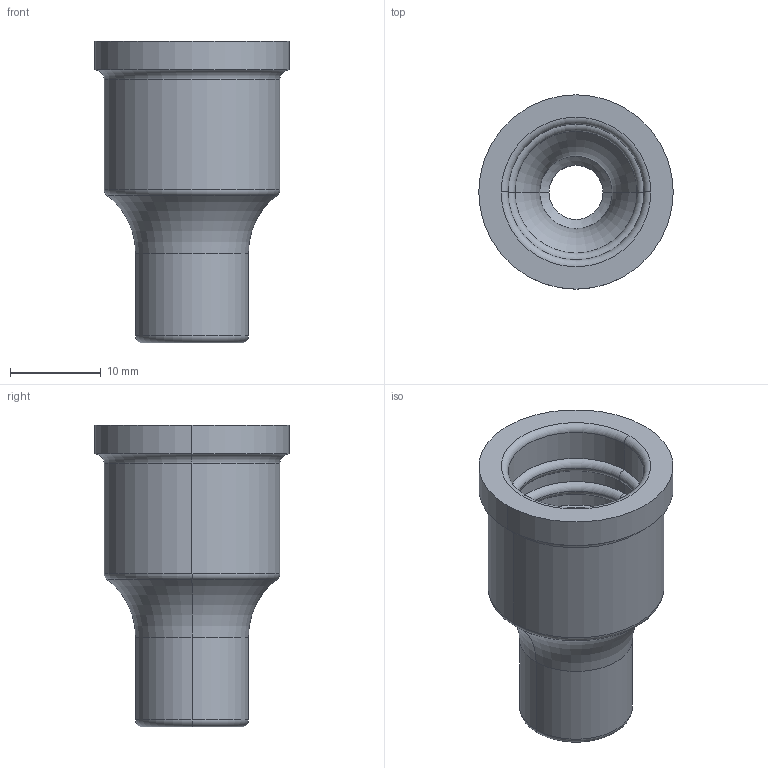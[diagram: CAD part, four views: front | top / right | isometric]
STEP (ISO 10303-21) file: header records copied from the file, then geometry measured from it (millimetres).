
FILE_DESCRIPTION (( 'STEP AP203' ), '1' );
FILE_NAME ('NP1.STEP', '2019-11-01T18:47:59', ( 'tempuser' ), ( 'Microsoft' ), 'SwSTEP 2.0', 'SolidWorks 2019', '' );
FILE_SCHEMA (( 'CONFIG_CONTROL_DESIGN' ));
Length unit declared in the file: inch
Products named in the file (1): NP1
Bounding box: 21.44 x 21.44 x 33.27 mm (x, y, z)
Volume: 3916.6 mm3; surface area: 3392 mm2
Topology: 1 solids, 1 shells, 46 faces, 92 edges, 48 vertices
Faces by surface type: torus 26, cylinder 16, cone 2, plane 2
Entity records: 1273 total; most frequent: DIRECTION 260, CARTESIAN_POINT 187, ORIENTED_EDGE 184, AXIS2_PLACEMENT_3D 121, EDGE_CURVE 92, CIRCLE 74, EDGE_LOOP 48, VERTEX_POINT 48
